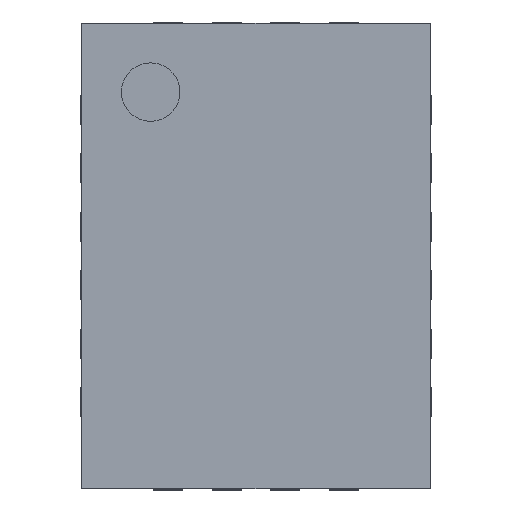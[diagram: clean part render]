
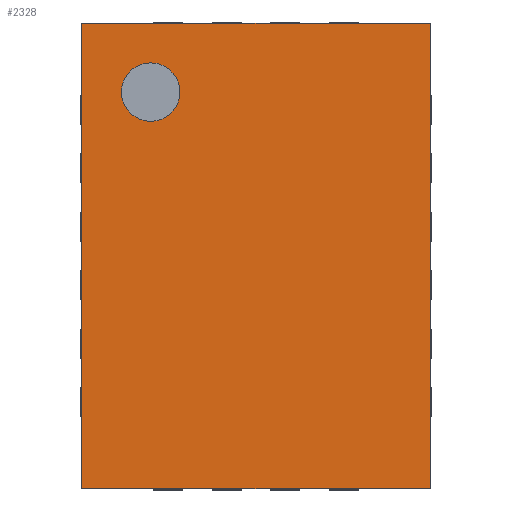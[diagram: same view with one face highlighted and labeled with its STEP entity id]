
A CAD part, top view. The second image highlights one B-rep face of the part: STEP entity #2328.
In plain terms, the highlighted planar face has unit normal (0, 0, 1).
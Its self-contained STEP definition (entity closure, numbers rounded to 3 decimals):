
#13=DIRECTION('',(0.,0.,1.));
#75=DIRECTION('',(0.,0.,-1.));
#154=VECTOR('',#155,1.);
#155=DIRECTION('',(1.,0.,0.));
#161=VECTOR('',#162,1.);
#162=DIRECTION('',(0.,-1.,0.));
#669=EDGE_CURVE('',#670,#672,#674,.T.);
#670=VERTEX_POINT('',#671);
#671=CARTESIAN_POINT('',(-1.49,-1.99,0.77));
#672=VERTEX_POINT('',#673);
#673=CARTESIAN_POINT('',(1.49,-1.99,0.77));
#674=LINE('',#671,#154);
#746=ORIENTED_EDGE('',*,*,#747,.F.);
#747=EDGE_CURVE('',#748,#750,#752,.T.);
#748=VERTEX_POINT('',#749);
#749=CARTESIAN_POINT('',(-1.49,1.99,0.77));
#750=VERTEX_POINT('',#751);
#751=CARTESIAN_POINT('',(1.49,1.99,0.77));
#752=LINE('',#749,#154);
#835=ORIENTED_EDGE('',*,*,#836,.T.);
#836=EDGE_CURVE('',#748,#670,#837,.T.);
#837=LINE('',#749,#161);
#1462=EDGE_CURVE('',#750,#672,#1463,.T.);
#1463=LINE('',#751,#161);
#2328=ADVANCED_FACE('',(#2329,#2333),#2342,.T.);
#2329=FACE_BOUND('',#2330,.T.);
#2330=EDGE_LOOP('',(#746,#835,#2331,#2332));
#2331=ORIENTED_EDGE('',*,*,#669,.T.);
#2332=ORIENTED_EDGE('',*,*,#1462,.F.);
#2333=FACE_BOUND('',#2334,.T.);
#2334=EDGE_LOOP('',(#2335));
#2335=ORIENTED_EDGE('',*,*,#2336,.T.);
#2336=EDGE_CURVE('',#2337,#2337,#2339,.T.);
#2337=VERTEX_POINT('',#2338);
#2338=CARTESIAN_POINT('',(-0.9,1.15,0.77));
#2339=CIRCLE('',#2340,0.25);
#2340=AXIS2_PLACEMENT_3D('',#2341,#75,#162);
#2341=CARTESIAN_POINT('',(-0.9,1.4,0.77));
#2342=PLANE('',#2343);
#2343=AXIS2_PLACEMENT_3D('',#749,#13,#162);
